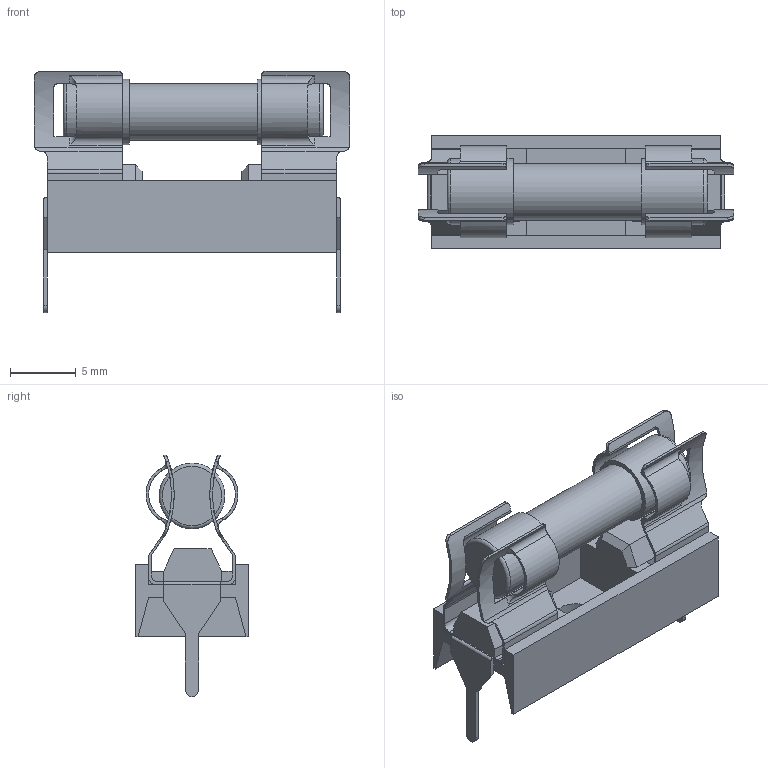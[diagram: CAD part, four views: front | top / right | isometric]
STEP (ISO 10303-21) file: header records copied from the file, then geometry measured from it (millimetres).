
FILE_DESCRIPTION(/* description */ (''),/* implementation_level */ '2;1');
FILE_NAME(/* name */ 'Fuse Holder_w_Fuse.step',/* time_stamp */ '2020-05-10T03:40:24+01:00',/* author */ (''),/* organization */ (''),/* preprocessor_version */ 'ST-DEVELOPER v18.1',/* originating_system */ 'Autodesk Translation Framework v9.2.0.1227',/* authorisation */ '');
FILE_SCHEMA (('AUTOMOTIVE_DESIGN { 1 0 10303 214 3 1 1 }'));
Length unit declared in the file: millimetre
Products named in the file (2): Fuse Holder; Fuse
Assembly tree (1 placements, depth 2):
  Fuse Holder
    Fuse
Bounding box: 24 x 8.6 x 18.35 mm (x, y, z)
Volume: 977.8 mm3; surface area: 2218.5 mm2
Topology: 7 solids, 7 shells, 211 faces, 595 edges, 390 vertices
Faces by surface type: plane 110, cylinder 78, torus 14, bspline 9
Full cylindrical faces by diameter (mm): 3.2 x1, 4.3 x1, 5 x2
Entity records: 7727 total; most frequent: CARTESIAN_POINT 2255, ORIENTED_EDGE 1190, DIRECTION 1068, EDGE_CURVE 595, VERTEX_POINT 390, AXIS2_PLACEMENT_3D 365, LINE 338, VECTOR 338
